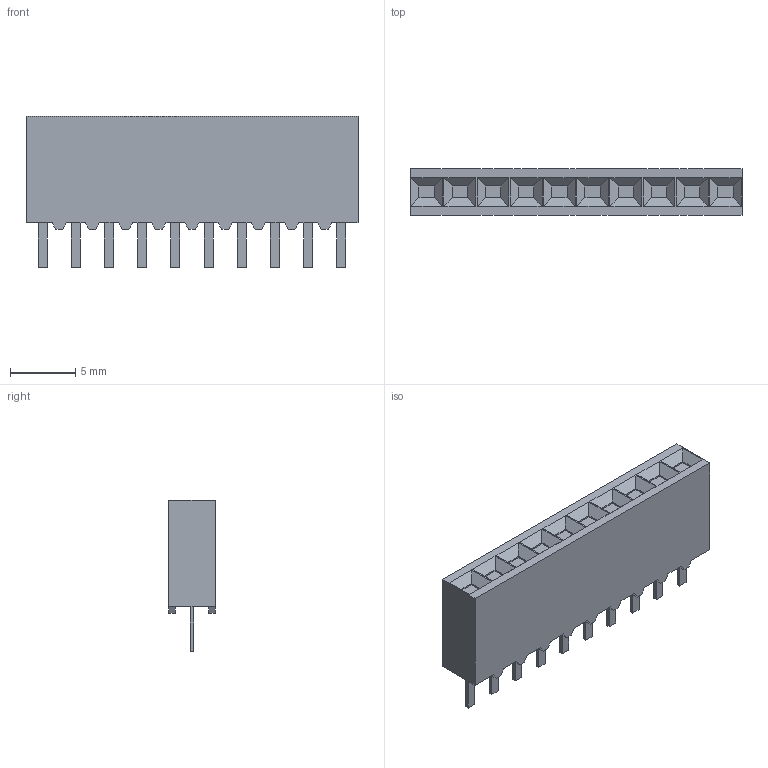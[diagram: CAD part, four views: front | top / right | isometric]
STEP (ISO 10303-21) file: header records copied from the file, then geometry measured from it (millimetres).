
FILE_DESCRIPTION(/* description */ (''),/* implementation_level */ '2;1');
FILE_NAME(/* name */ 'red_10pin.stp',/* time_stamp */ '2017-03-24T20:33:16-04:00',/* author */ ('Baycken'),/* organization */ ('Tyco Electronics Ltd.'),/* preprocessor_version */ 'ST-DEVELOPER v16.5',/* originating_system */ 'Autodesk Inventor 2017',/* authorisation */ '');
FILE_SCHEMA (('AUTOMOTIVE_DESIGN { 1 0 10303 214 3 1 1 }'));
Length unit declared in the file: millimetre
Products named in the file (1): c-534237-8-s-3d
Bounding box: 25.4 x 3.56 x 11.56 mm (x, y, z)
Volume: 716.4 mm3; surface area: 816.5 mm2
Topology: 1 solids, 1 shells, 268 faces, 668 edges, 432 vertices
Faces by surface type: plane 268
Entity records: 7789 total; most frequent: CARTESIAN_POINT 1369, ORIENTED_EDGE 1336, DIRECTION 1206, LINE 668, VECTOR 668, EDGE_CURVE 668, VERTEX_POINT 432, EDGE_LOOP 298
